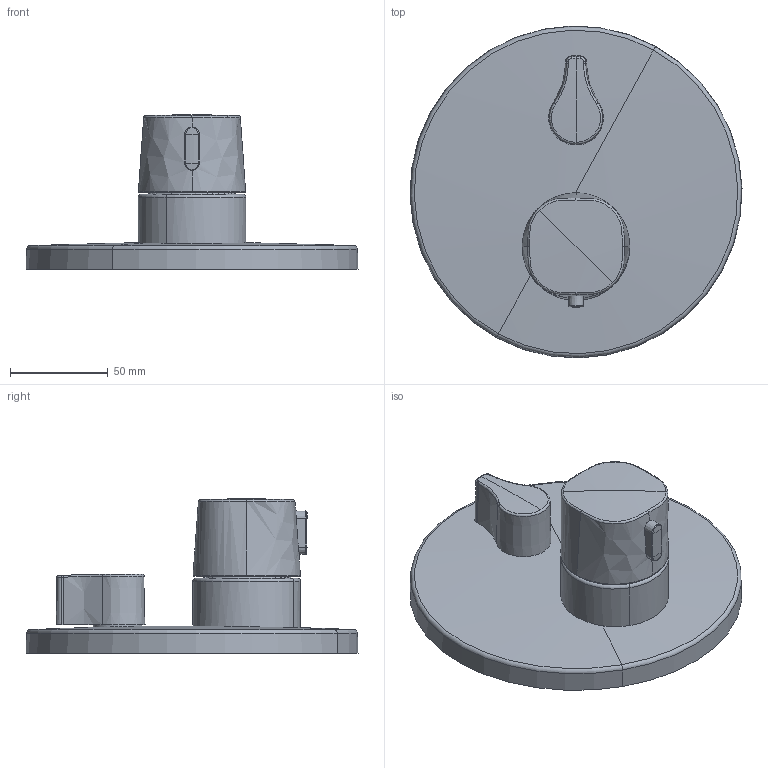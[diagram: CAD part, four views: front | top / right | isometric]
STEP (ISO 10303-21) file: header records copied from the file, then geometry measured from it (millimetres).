
FILE_DESCRIPTION (( 'STEP AP203' ), '1' );
FILE_NAME ('2087(2018)+81139552(2018).STEP', '2018-11-10T09:52:55', ( '' ), ( '' ), 'SwSTEP 2.0', 'SolidWorks 2016', '' );
FILE_SCHEMA (( 'CONFIG_CONTROL_DESIGN' ));
Length unit declared in the file: millimetre
Products named in the file (1): 2087(2018)+81139552(2018)
Bounding box: 169.98 x 169.98 x 79.21 mm (x, y, z)
Volume: 467134.5 mm3; surface area: 67550.6 mm2
Topology: 1 solids, 1 shells, 65 faces, 151 edges, 92 vertices
Faces by surface type: bspline 16, torus 14, cone 9, cylinder 9, plane 9, sphere 8
Entity records: 4346 total; most frequent: CARTESIAN_POINT 2880, ORIENTED_EDGE 302, DIRECTION 281, EDGE_CURVE 151, AXIS2_PLACEMENT_3D 127, VERTEX_POINT 92, CIRCLE 77, EDGE_LOOP 69
